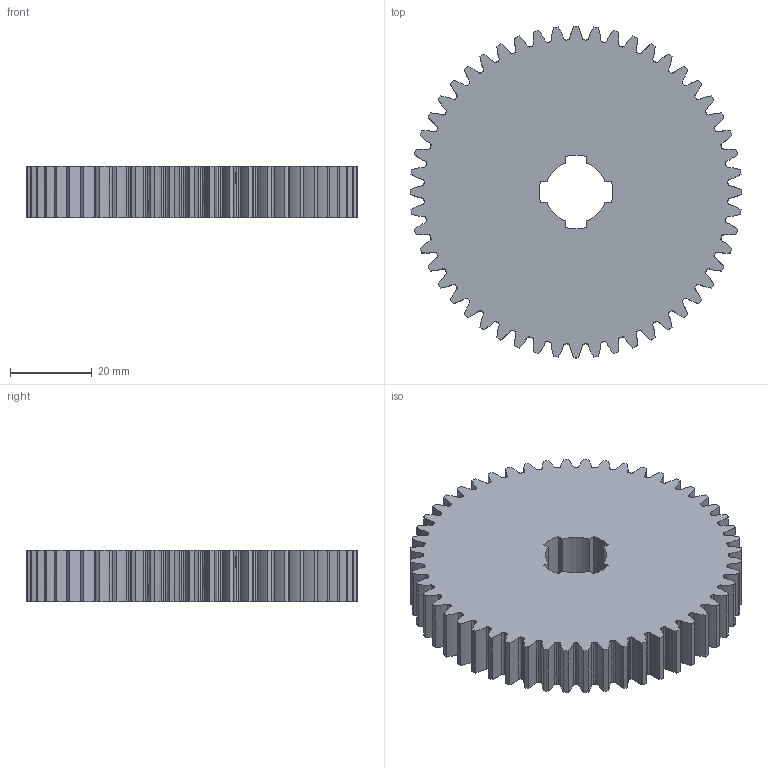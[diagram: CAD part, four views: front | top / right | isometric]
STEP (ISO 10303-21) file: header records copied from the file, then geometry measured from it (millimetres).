
FILE_DESCRIPTION(/* description */ (''),/* implementation_level */ '2;1');
FILE_NAME(/* name */ 'GearRccar52T.step',/* time_stamp */ '2026-02-02T00:33:29+07:00',/* author */ (''),/* organization */ (''),/* preprocessor_version */ 'ST-DEVELOPER v20.1',/* originating_system */ 'Autodesk Translation Framework v14.21.0.0',/* authorisation */ '');
FILE_SCHEMA (('AUTOMOTIVE_DESIGN { 1 0 10303 214 3 1 1 }'));
Products named in the file (2): GearRccar52T; Spur Gear (52 teeth)
Assembly tree (1 placements, depth 2):
  GearRccar52T
    Spur Gear (52 teeth)
Bounding box: 81 x 81 x 12.5 mm (x, y, z)
Volume: 56729 mm3; surface area: 15830.7 mm2
Topology: 1 solids, 1 shells, 330 faces, 984 edges, 656 vertices
Faces by surface type: bspline 208, cylinder 112, plane 10
Entity records: 40561 total; most frequent: CARTESIAN_POINT 33589, ORIENTED_EDGE 1968, EDGE_CURVE 984, DIRECTION 834, VERTEX_POINT 656, B_SPLINE_CURVE_WITH_KNOTS 416, AXIS2_PLACEMENT_3D 349, EDGE_LOOP 332
